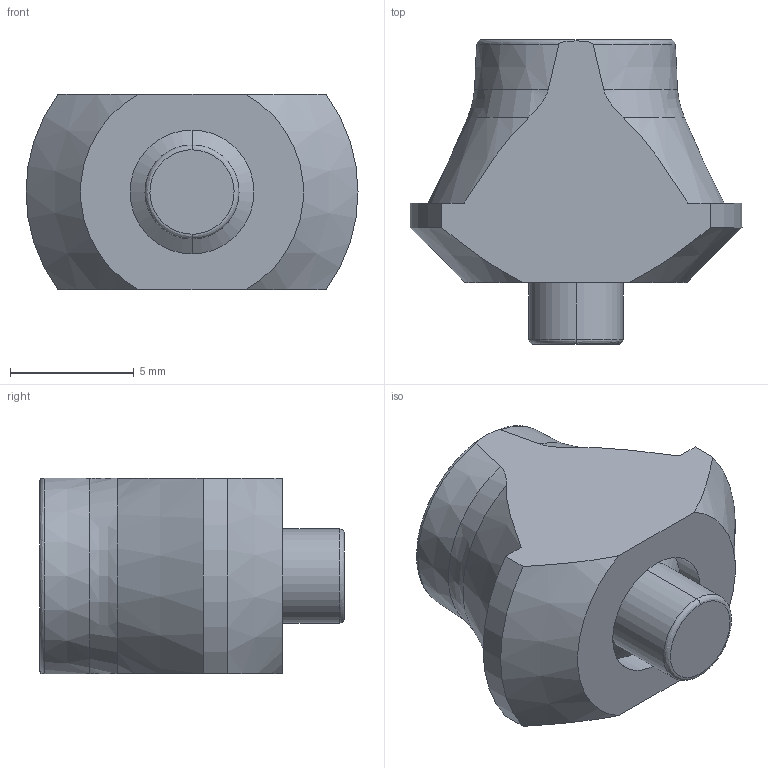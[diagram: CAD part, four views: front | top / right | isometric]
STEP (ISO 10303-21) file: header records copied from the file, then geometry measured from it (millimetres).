
FILE_DESCRIPTION (( 'STEP AP214' ), '1' );
FILE_NAME ('7628010', '2019-01-31T12:11:35', ( '' ), ('JUGARD+KÜNSTNER GmbH'), 'SwSTEP 2.0', 'SolidWorks 2017', '' );
FILE_SCHEMA (( 'AUTOMOTIVE_DESIGN' ));
Length unit declared in the file: millimetre
Products named in the file (1): 7628010_CNAJF00
Bounding box: 13.4 x 12.3 x 7.9 mm (x, y, z)
Volume: 680 mm3; surface area: 543.4 mm2
Topology: 1 solids, 1 shells, 43 faces, 102 edges, 64 vertices
Faces by surface type: plane 21, cylinder 8, cone 8, bspline 6
Entity records: 1430 total; most frequent: CARTESIAN_POINT 452, ORIENTED_EDGE 204, DIRECTION 184, EDGE_CURVE 102, AXIS2_PLACEMENT_3D 68, VERTEX_POINT 64, VECTOR 48, LINE 48
